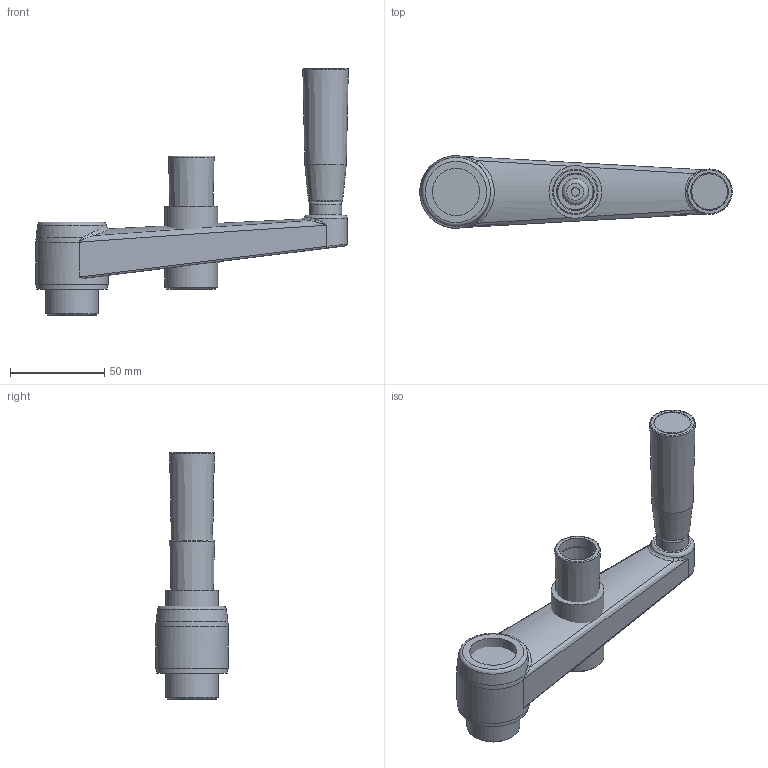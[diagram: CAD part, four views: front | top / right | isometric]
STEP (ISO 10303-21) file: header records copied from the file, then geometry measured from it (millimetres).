
FILE_DESCRIPTION( ( 'Unknown' ), '1' );
FILE_NAME( '6384550_MH130-MRS.stp', 'Unknown', ( 'Unknown' ), ( 'Unknown' ), 'XStep 1.0', 'Unknown', ' ' );
FILE_SCHEMA( ( 'CONFIG_CONTROL_DESIGN' ) );
Length unit declared in the file: millimetre
Products named in the file (6): Assem1; MV_130; 1831102; Particolare_A; Manico per MRS; Tappo per MRS
Bounding box: 165.68 x 38.5 x 130.9 mm (x, y, z)
Volume: 226427.6 mm3; surface area: 94254.7 mm2
Topology: 10 solids, 10 shells, 386 faces, 936 edges, 586 vertices
Faces by surface type: plane 200, cylinder 112, bspline 28, torus 26, cone 20
Full cylindrical faces by diameter (mm): 2.5 x2, 2.7 x2, 3 x4, 4.2 x2, 4.523 x2, 6 x2, 6.3 x2, 6.904 x4, 9.277 x2, 10.3 x2, 12.549 x2, 14 x2, 15.997 x2, 17 x2, 19.9 x4, 25 x2, 28 x6, 30 x4, 37.31 x2, 38.5 x2
Entity records: 7048 total; most frequent: CARTESIAN_POINT 2555, DIRECTION 884, ORIENTED_EDGE 806, EDGE_CURVE 403, AXIS2_PLACEMENT_3D 342, VERTEX_POINT 279, EDGE_LOOP 263, FACE_OUTER_BOUND 230
